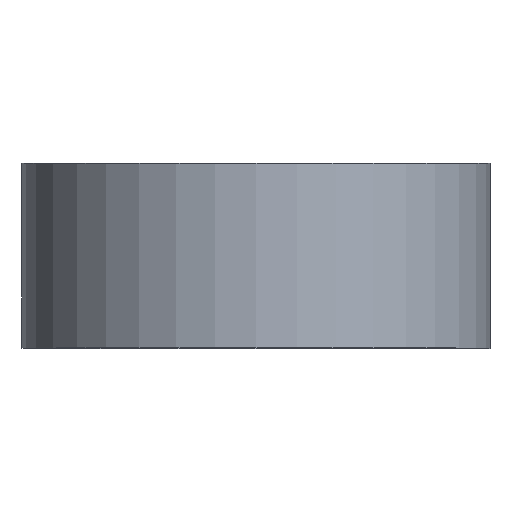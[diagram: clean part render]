
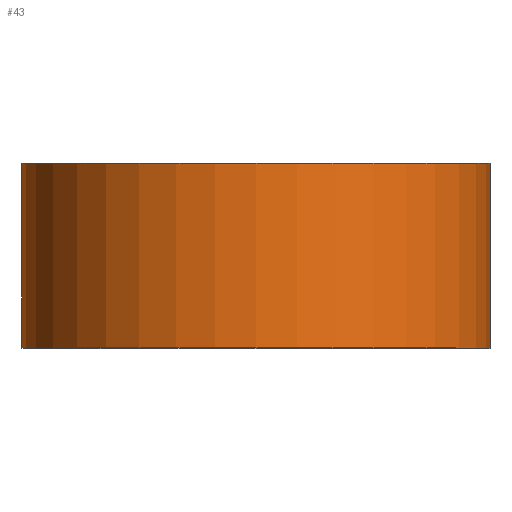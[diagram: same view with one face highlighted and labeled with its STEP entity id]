
A CAD part, top view. The second image highlights one B-rep face of the part: STEP entity #43.
In plain terms, the highlighted cylindrical face has radius 32.169 mm (diameter 64.338 mm), a partial arc.
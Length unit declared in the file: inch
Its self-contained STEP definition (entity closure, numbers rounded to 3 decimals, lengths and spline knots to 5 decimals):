
#2 = DIRECTION ( 'NONE',  ( 0., 1., 0. ) ) ;
#25 = DIRECTION ( 'NONE',  ( 0., -1., 0. ) ) ;
#30 = EDGE_CURVE ( 'NONE', #479, #173, #334, .T. ) ;
#35 = DIRECTION ( 'NONE',  ( 1., 0., 0. ) ) ;
#36 = EDGE_CURVE ( 'NONE', #415, #173, #331, .T. ) ;
#42 = DIRECTION ( 'NONE',  ( 0., -1., 0. ) ) ;
#43 = ADVANCED_FACE ( 'NONE', ( #327 ), #57, .T. ) ;
#57 = CYLINDRICAL_SURFACE ( 'NONE', #473, 1.2665 ) ;
#70 = CARTESIAN_POINT ( 'NONE',  ( 1.2665, 0.5, 0. ) ) ;
#90 = CARTESIAN_POINT ( 'NONE',  ( 1.2665, 0.5, 0. ) ) ;
#94 = CARTESIAN_POINT ( 'NONE',  ( 0., -0.5, 0. ) ) ;
#96 = DIRECTION ( 'NONE',  ( 0., 1., 0. ) ) ;
#103 = DIRECTION ( 'NONE',  ( 1., 0., 0. ) ) ;
#111 = CARTESIAN_POINT ( 'NONE',  ( 0., -0.5, -1.2665 ) ) ;
#146 = CARTESIAN_POINT ( 'NONE',  ( 0., 0.5, -1.2665 ) ) ;
#173 = VERTEX_POINT ( 'NONE', #355 ) ;
#178 = CARTESIAN_POINT ( 'NONE',  ( 0., 0.5, 0. ) ) ;
#185 = DIRECTION ( 'NONE',  ( 0., 0., -1. ) ) ;
#207 = AXIS2_PLACEMENT_3D ( 'NONE', #94, #96, #103 ) ;
#237 = CARTESIAN_POINT ( 'NONE',  ( 0., 0.5, -1.2665 ) ) ;
#313 = AXIS2_PLACEMENT_3D ( 'NONE', #688, #2, #35 ) ;
#326 = VECTOR ( 'NONE', #42, 39.37008 ) ;
#327 = FACE_OUTER_BOUND ( 'NONE', #405, .T. ) ;
#331 = LINE ( 'NONE', #90, #326 ) ;
#334 = CIRCLE ( 'NONE', #207, 1.2665 ) ;
#355 = CARTESIAN_POINT ( 'NONE',  ( 1.2665, -0.5, 0. ) ) ;
#372 = VECTOR ( 'NONE', #451, 39.37008 ) ;
#387 = ORIENTED_EDGE ( 'NONE', *, *, #36, .F. ) ;
#389 = ORIENTED_EDGE ( 'NONE', *, *, #618, .F. ) ;
#405 = EDGE_LOOP ( 'NONE', ( #643, #387, #389, #615 ) ) ;
#415 = VERTEX_POINT ( 'NONE', #70 ) ;
#451 = DIRECTION ( 'NONE',  ( 0., -1., 0. ) ) ;
#459 = CIRCLE ( 'NONE', #313, 1.2665 ) ;
#464 = LINE ( 'NONE', #146, #372 ) ;
#473 = AXIS2_PLACEMENT_3D ( 'NONE', #178, #25, #185 ) ;
#479 = VERTEX_POINT ( 'NONE', #111 ) ;
#510 = VERTEX_POINT ( 'NONE', #237 ) ;
#536 = EDGE_CURVE ( 'NONE', #510, #479, #464, .T. ) ;
#615 = ORIENTED_EDGE ( 'NONE', *, *, #536, .T. ) ;
#618 = EDGE_CURVE ( 'NONE', #510, #415, #459, .T. ) ;
#643 = ORIENTED_EDGE ( 'NONE', *, *, #30, .T. ) ;
#688 = CARTESIAN_POINT ( 'NONE',  ( 0., 0.5, 0. ) ) ;
